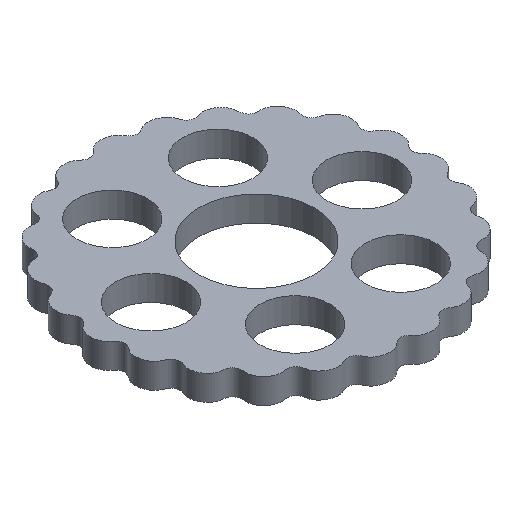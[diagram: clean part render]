
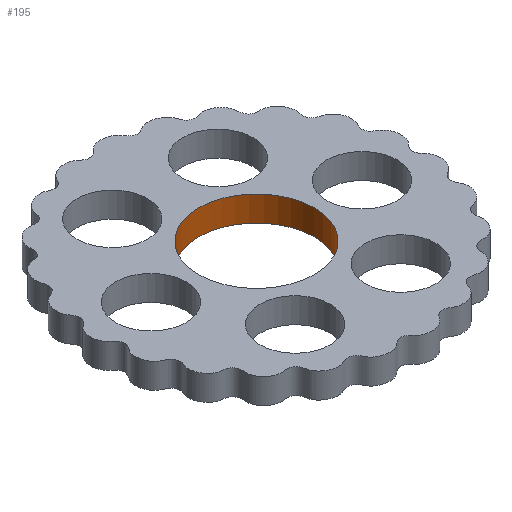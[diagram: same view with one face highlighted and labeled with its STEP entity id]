
A CAD part, isometric view. The second image highlights one B-rep face of the part: STEP entity #195.
In plain terms, the highlighted cylindrical face has radius 11.5 mm (diameter 23 mm), a full revolution.
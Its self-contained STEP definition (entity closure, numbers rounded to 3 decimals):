
#36=FACE_OUTER_BOUND('',#46,.T.);
#46=EDGE_LOOP('',(#146,#147,#148,#149));
#70=LINE('',#313,#78);
#78=VECTOR('',#260,11.5);
#88=CIRCLE('',#224,11.5);
#89=CIRCLE('',#225,11.5);
#102=VERTEX_POINT('',#310);
#103=VERTEX_POINT('',#312);
#120=EDGE_CURVE('',#102,#102,#88,.T.);
#121=EDGE_CURVE('',#102,#103,#70,.T.);
#122=EDGE_CURVE('',#103,#103,#89,.T.);
#146=ORIENTED_EDGE('',*,*,#120,.F.);
#147=ORIENTED_EDGE('',*,*,#121,.T.);
#148=ORIENTED_EDGE('',*,*,#122,.T.);
#149=ORIENTED_EDGE('',*,*,#121,.F.);
#188=CYLINDRICAL_SURFACE('',#223,11.5);
#195=ADVANCED_FACE('',(#36),#188,.F.);
#223=AXIS2_PLACEMENT_3D('',#309,#256,#257);
#224=AXIS2_PLACEMENT_3D('',#311,#258,#259);
#225=AXIS2_PLACEMENT_3D('',#314,#261,#262);
#256=DIRECTION('center_axis',(0.,0.,1.));
#257=DIRECTION('ref_axis',(1.,0.,0.));
#258=DIRECTION('center_axis',(0.,0.,-1.));
#259=DIRECTION('ref_axis',(1.,0.,0.));
#260=DIRECTION('',(0.,0.,-1.));
#261=DIRECTION('center_axis',(0.,0.,-1.));
#262=DIRECTION('ref_axis',(1.,0.,0.));
#309=CARTESIAN_POINT('Origin',(1.,0.,0.));
#310=CARTESIAN_POINT('',(-10.5,0.,5.));
#311=CARTESIAN_POINT('Origin',(1.,0.,5.));
#312=CARTESIAN_POINT('',(-10.5,0.,0.));
#313=CARTESIAN_POINT('',(-10.5,0.,0.));
#314=CARTESIAN_POINT('Origin',(1.,0.,0.));
